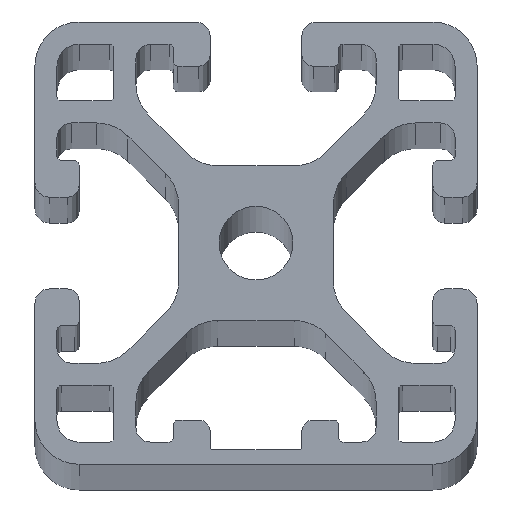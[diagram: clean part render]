
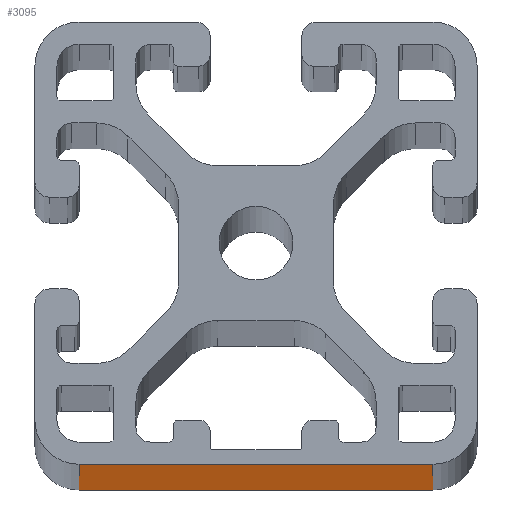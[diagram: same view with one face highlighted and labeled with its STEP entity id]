
A CAD part, top view. The second image highlights one B-rep face of the part: STEP entity #3095.
In plain terms, the highlighted planar face has unit normal (0, -1, 0).
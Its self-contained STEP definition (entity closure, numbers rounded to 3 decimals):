
#408=FACE_OUTER_BOUND($,#562,.T.);
#562=EDGE_LOOP($,(#2546,#2547,#2548,#2549));
#876=LINE($,#5233,#1180);
#877=LINE($,#5236,#1181);
#878=LINE($,#5238,#1182);
#879=LINE($,#5239,#1183);
#1180=VECTOR($,#4309,1000.);
#1181=VECTOR($,#4312,24.);
#1182=VECTOR($,#4313,24.);
#1183=VECTOR($,#4314,1000.);
#1486=VERTEX_POINT($,#5229);
#1487=VERTEX_POINT($,#5231);
#1488=VERTEX_POINT($,#5235);
#1489=VERTEX_POINT($,#5237);
#1940=EDGE_CURVE($,#1486,#1487,#876,.T.);
#1941=EDGE_CURVE($,#1488,#1486,#877,.T.);
#1942=EDGE_CURVE($,#1489,#1487,#878,.T.);
#1943=EDGE_CURVE($,#1488,#1489,#879,.T.);
#2546=ORIENTED_EDGE($,*,*,#1941,.T.);
#2547=ORIENTED_EDGE($,*,*,#1940,.T.);
#2548=ORIENTED_EDGE($,*,*,#1942,.F.);
#2549=ORIENTED_EDGE($,*,*,#1943,.F.);
#2942=PLANE($,#3403);
#3095=ADVANCED_FACE($,(#408),#2942,.T.);
#3403=AXIS2_PLACEMENT_3D($,#5234,#4310,#4311);
#4309=DIRECTION($,(0.,0.,1.));
#4310=DIRECTION('center_axis',(0.,-1.,0.));
#4311=DIRECTION('ref_axis',(1.,0.,0.));
#4312=DIRECTION($,(1.,0.,0.));
#4313=DIRECTION($,(1.,0.,0.));
#4314=DIRECTION($,(0.,0.,1.));
#5229=CARTESIAN_POINT('',(12.,-15.,0.));
#5231=CARTESIAN_POINT('',(12.,-15.,1000.));
#5233=CARTESIAN_POINT($,(12.,-15.,0.));
#5234=CARTESIAN_POINT('Origin',(-12.,-15.,0.));
#5235=CARTESIAN_POINT('',(-12.,-15.,0.));
#5236=CARTESIAN_POINT($,(-12.,-15.,0.));
#5237=CARTESIAN_POINT('',(-12.,-15.,1000.));
#5238=CARTESIAN_POINT($,(-12.,-15.,1000.));
#5239=CARTESIAN_POINT($,(-12.,-15.,0.));
